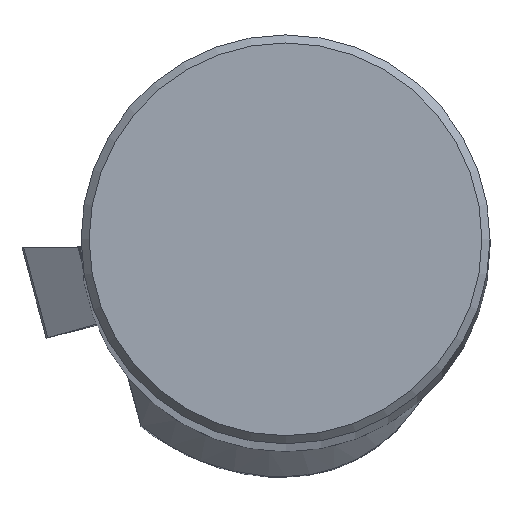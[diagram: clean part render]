
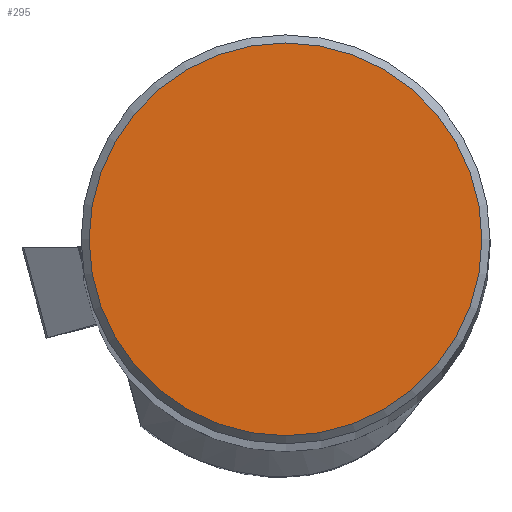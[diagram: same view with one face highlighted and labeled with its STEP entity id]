
A CAD part, top view. The second image highlights one B-rep face of the part: STEP entity #295.
In plain terms, the highlighted planar face has unit normal (0, 0, 1).
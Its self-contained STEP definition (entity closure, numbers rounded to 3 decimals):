
#218=CIRCLE('',#1966,12.191);
#295=ADVANCED_FACE('',(#429),#353,.T.);
#353=PLANE('',#1967);
#429=FACE_OUTER_BOUND('',#520,.T.);
#520=EDGE_LOOP('',(#1001));
#1001=ORIENTED_EDGE('',*,*,#1463,.T.);
#1227=VERTEX_POINT('',#3868);
#1463=EDGE_CURVE('',#1227,#1227,#218,.T.);
#1966=AXIS2_PLACEMENT_3D('',#3867,#2404,#2405);
#1967=AXIS2_PLACEMENT_3D('',#3869,#2406,#2407);
#2404=DIRECTION('',(0.,0.,1.));
#2405=DIRECTION('',(1.,0.,0.));
#2406=DIRECTION('',(0.,0.,1.));
#2407=DIRECTION('',(1.,0.,0.));
#3867=CARTESIAN_POINT('',(0.,0.,0.));
#3868=CARTESIAN_POINT('',(12.191,0.,0.));
#3869=CARTESIAN_POINT('',(0.,0.,
0.));
